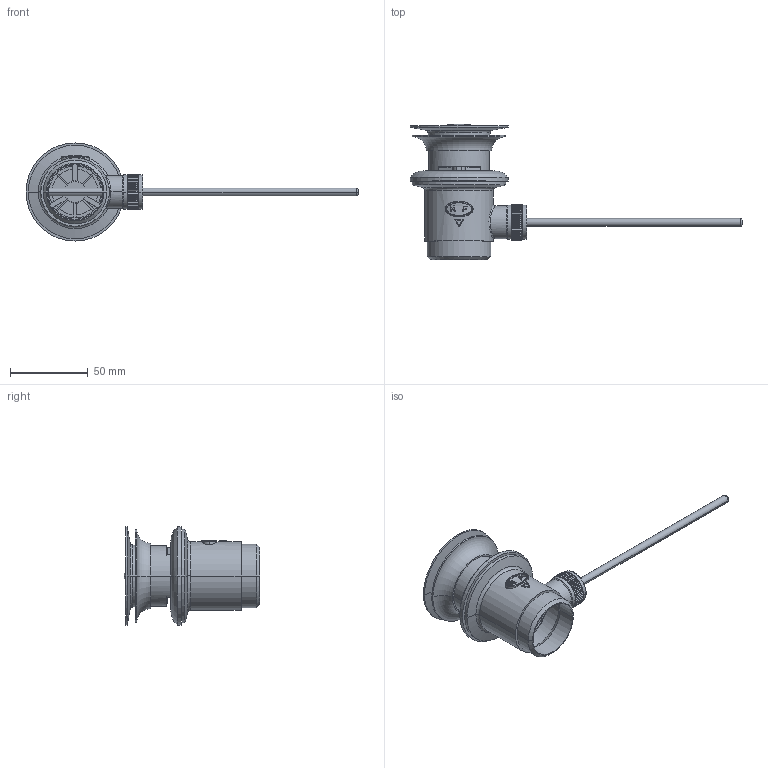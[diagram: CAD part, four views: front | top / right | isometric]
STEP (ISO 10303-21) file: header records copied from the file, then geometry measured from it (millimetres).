
FILE_DESCRIPTION((''),'2;1');
FILE_NAME('ZSCA004CR','2021-11-15T13:49:49',('ut3'),('PAFFONI SpA'),'CREO PARAMETRIC BY PTC INC, 2020044','CREO PARAMETRIC BY PTC INC, 2020044','');
FILE_SCHEMA(('CONFIG_CONTROL_DESIGN','SHAPE_APPEARANCE_LAYERS_GROUPS'));
Length unit declared in the file: millimetre
Products named in the file (1): ZSCA004CR
Bounding box: 213.14 x 87 x 63 mm (x, y, z)
Volume: 64568.6 mm3; surface area: 53854.7 mm2
Topology: 2 solids, 2 shells, 648 faces, 1587 edges, 947 vertices
Faces by surface type: plane 347, cone 149, cylinder 96, torus 36, bspline 8, sphere 8, extrusion 4
Entity records: 27324 total; most frequent: CARTESIAN_POINT 6190, ORIENTED_EDGE 3170, DIRECTION 3147, EDGE_CURVE 1585, AXIS2_PLACEMENT_3D 1225, VERTEX_POINT 947, FILL_AREA_STYLE_COLOUR 943, FILL_AREA_STYLE 943
